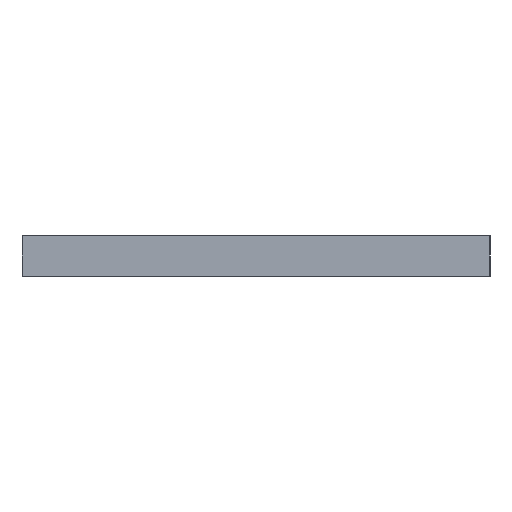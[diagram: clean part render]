
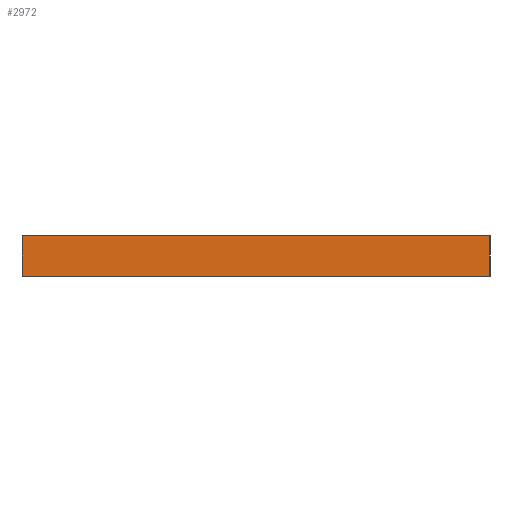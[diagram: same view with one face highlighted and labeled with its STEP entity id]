
A CAD part, left-side view. The second image highlights one B-rep face of the part: STEP entity #2972.
In plain terms, the highlighted planar face has unit normal (-1, 0, 0).
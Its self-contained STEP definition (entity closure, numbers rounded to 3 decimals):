
#40=CARTESIAN_POINT('Vertex',(0.,0.,6.)) ;
#56=CARTESIAN_POINT('Vertex',(0.,0.,0.)) ;
#59=CARTESIAN_POINT('Line Origine',(0.,0.,3.)) ;
#2929=CARTESIAN_POINT('Vertex',(0.,-70.,6.)) ;
#2932=CARTESIAN_POINT('Line Origine',(0.,-70.,3.)) ;
#2936=CARTESIAN_POINT('Vertex',(0.,-70.,0.)) ;
#2951=CARTESIAN_POINT('Axis2P3D Location',(0.,0.,0.)) ;
#2956=CARTESIAN_POINT('Line Origine',(0.,-35.,6.)) ;
#2961=CARTESIAN_POINT('Line Origine',(0.,-35.,0.)) ;
#61=VECTOR('Line Direction',#60,1.) ;
#2934=VECTOR('Line Direction',#2933,1.) ;
#2958=VECTOR('Line Direction',#2957,1.) ;
#2963=VECTOR('Line Direction',#2962,1.) ;
#60=DIRECTION('Vector Direction',(0.,0.,1.)) ;
#2933=DIRECTION('Vector Direction',(0.,0.,1.)) ;
#2952=DIRECTION('Axis2P3D Direction',(-1.,0.,0.)) ;
#2953=DIRECTION('Axis2P3D XDirection',(0.,-1.,0.)) ;
#2957=DIRECTION('Vector Direction',(0.,-1.,0.)) ;
#2962=DIRECTION('Vector Direction',(0.,-1.,0.)) ;
#2954=AXIS2_PLACEMENT_3D('Plane Axis2P3D',#2951,#2952,#2953) ;
#62=LINE('Line',#59,#61) ;
#2935=LINE('Line',#2932,#2934) ;
#2959=LINE('Line',#2956,#2958) ;
#2964=LINE('Line',#2961,#2963) ;
#2955=PLANE('',#2954) ;
#63=EDGE_CURVE('',#57,#41,#62,.T.) ;
#2938=EDGE_CURVE('',#2937,#2930,#2935,.T.) ;
#2960=EDGE_CURVE('',#2930,#41,#2959,.F.) ;
#2965=EDGE_CURVE('',#2937,#57,#2964,.F.) ;
#2967=ORIENTED_EDGE('',*,*,#2960,.T.) ;
#2968=ORIENTED_EDGE('',*,*,#63,.F.) ;
#2969=ORIENTED_EDGE('',*,*,#2965,.F.) ;
#2970=ORIENTED_EDGE('',*,*,#2938,.T.) ;
#2966=EDGE_LOOP('',(#2967,#2968,#2969,#2970)) ;
#41=VERTEX_POINT('',#40) ;
#57=VERTEX_POINT('',#56) ;
#2930=VERTEX_POINT('',#2929) ;
#2937=VERTEX_POINT('',#2936) ;
#2972=ADVANCED_FACE('PartBody',(#2971),#2955,.T.) ;
#2971=FACE_OUTER_BOUND('',#2966,.T.) ;
